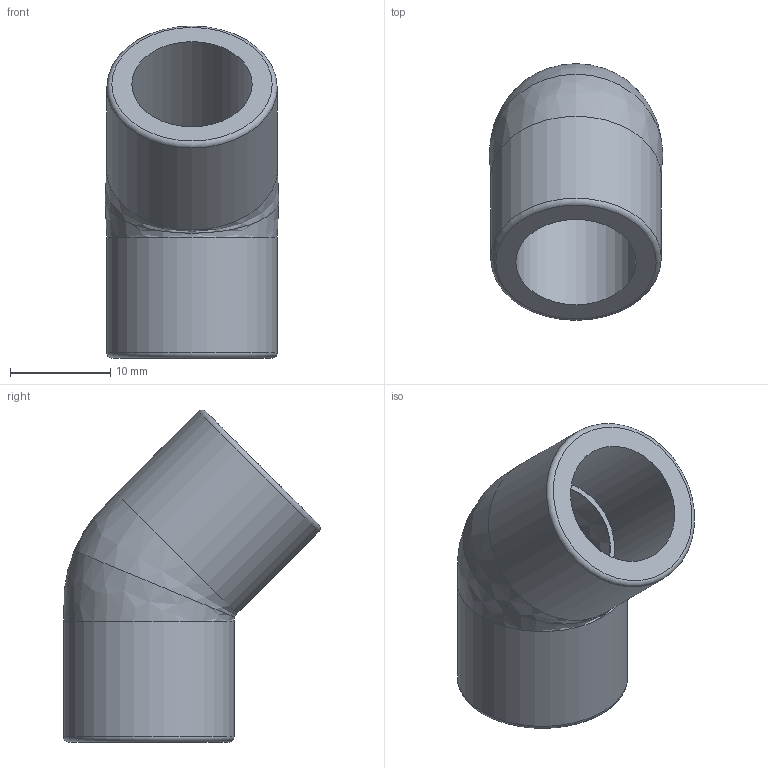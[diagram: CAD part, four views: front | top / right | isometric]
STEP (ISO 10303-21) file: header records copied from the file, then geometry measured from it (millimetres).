
FILE_DESCRIPTION(/* description */ (''),/* implementation_level */ '2;1');
FILE_NAME(/* name */ 'HIV012.ipt.stp',/* time_stamp */ '2013-10-01T14:42:55+02:00',/* author */ ('bfaro'),/* organization */ (''),/* preprocessor_version */ 'ST-DEVELOPER v15.2',/* originating_system */ 'Autodesk Inventor 2014',/* authorisation */ '');
FILE_SCHEMA (('AUTOMOTIVE_DESIGN { 1 0 10303 214 3 1 1 }'));
Length unit declared in the file: millimetre
Products named in the file (1): HIV012
Bounding box: 17.33 x 25.62 x 33.12 mm (x, y, z)
Volume: 3766.3 mm3; surface area: 3109.6 mm2
Topology: 1 solids, 1 shells, 16 faces, 41 edges, 29 vertices
Faces by surface type: cylinder 6, plane 4, bspline 4, torus 2
Full cylindrical faces by diameter (mm): 11 x2, 12 x2, 17 x2
Entity records: 802 total; most frequent: CARTESIAN_POINT 411, DIRECTION 78, ORIENTED_EDGE 66, AXIS2_PLACEMENT_3D 39, EDGE_CURVE 33, VERTEX_POINT 29, EDGE_LOOP 28, CIRCLE 26
